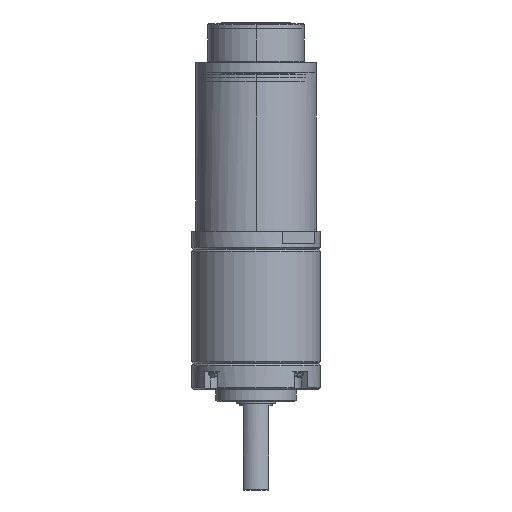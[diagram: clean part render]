
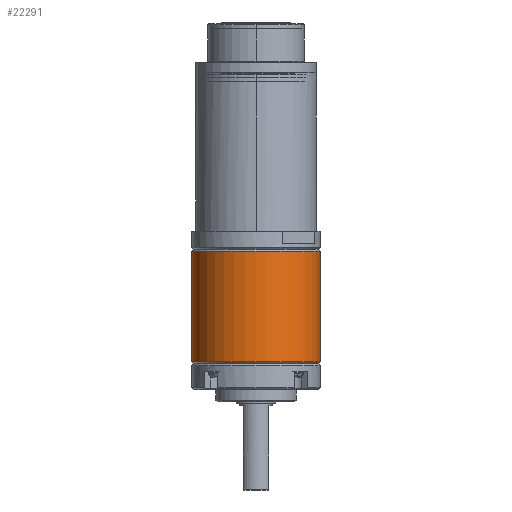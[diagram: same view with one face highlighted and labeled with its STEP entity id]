
A CAD part, left-side view. The second image highlights one B-rep face of the part: STEP entity #22291.
In plain terms, the highlighted cylindrical face has radius 16 mm (diameter 32 mm), a partial arc.
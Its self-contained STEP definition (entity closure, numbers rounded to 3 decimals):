
#3008=DIRECTION('',(0.,0.,-1.));
#3009=VECTOR('',#3008,27.5);
#3010=CARTESIAN_POINT('',(0.,16.,-6.4));
#3011=LINE('',#3010,#3009);
#3012=DIRECTION('',(0.,0.,-1.));
#3013=VECTOR('',#3012,27.5);
#3014=CARTESIAN_POINT('',(0.,-16.,-6.4));
#3015=LINE('',#3014,#3013);
#3021=CARTESIAN_POINT('',(0.,0.,-6.4));
#3022=DIRECTION('',(0.,0.,1.));
#3023=DIRECTION('',(0.,1.,0.));
#3024=AXIS2_PLACEMENT_3D('',#3021,#3022,#3023);
#3026=CARTESIAN_POINT('',(0.,0.,-33.9));
#3027=DIRECTION('',(0.,0.,1.));
#3028=DIRECTION('',(0.,1.,0.));
#3029=AXIS2_PLACEMENT_3D('',#3026,#3027,#3028);
#17392=CARTESIAN_POINT('',(0.,16.,-6.4));
#17393=CARTESIAN_POINT('',(0.,16.,-33.9));
#17394=VERTEX_POINT('',#17392);
#17395=VERTEX_POINT('',#17393);
#17404=CARTESIAN_POINT('',(0.,-16.,-6.4));
#17405=CARTESIAN_POINT('',(0.,-16.,-33.9));
#17406=VERTEX_POINT('',#17404);
#17407=VERTEX_POINT('',#17405);
#22279=CARTESIAN_POINT('',(0.,0.,-69.125));
#22280=DIRECTION('',(0.,0.,1.));
#22281=DIRECTION('',(0.,-1.,0.));
#22282=AXIS2_PLACEMENT_3D('',#22279,#22280,#22281);
#22283=CYLINDRICAL_SURFACE('',#22282,16.);
#22284=ORIENTED_EDGE('',*,*,#22269,.F.);
#22285=ORIENTED_EDGE('',*,*,#22229,.T.);
#22286=ORIENTED_EDGE('',*,*,#22273,.T.);
#22288=ORIENTED_EDGE('',*,*,#22287,.F.);
#22289=EDGE_LOOP('',(#22284,#22285,#22286,#22288));
#22290=FACE_OUTER_BOUND('',#22289,.F.);
#22291=ADVANCED_FACE('',(#22290),#22283,.T.);
#3025=CIRCLE('',#3024,16.);
#3030=CIRCLE('',#3029,16.);
#22229=EDGE_CURVE('',#17394,#17406,#3025,.T.);
#22269=EDGE_CURVE('',#17394,#17395,#3011,.T.);
#22273=EDGE_CURVE('',#17406,#17407,#3015,.T.);
#22287=EDGE_CURVE('',#17395,#17407,#3030,.T.);
